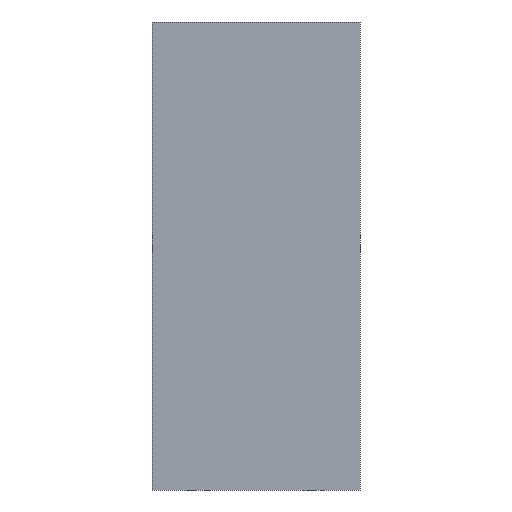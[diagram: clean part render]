
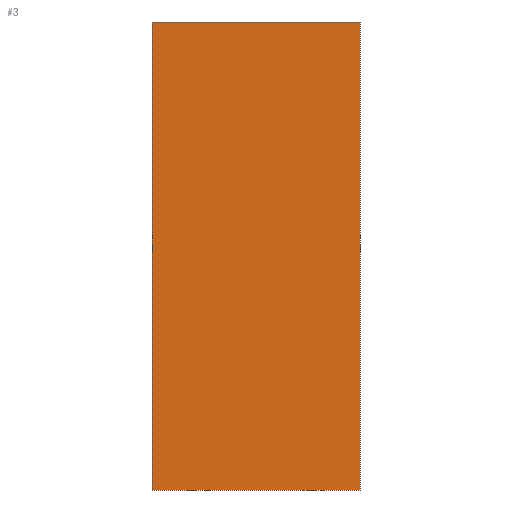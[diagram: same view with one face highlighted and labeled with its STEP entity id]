
A CAD part, left-side view. The second image highlights one B-rep face of the part: STEP entity #3.
In plain terms, the highlighted planar face has unit normal (-1, 0, 0).
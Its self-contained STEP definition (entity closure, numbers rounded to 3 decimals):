
#3 = ADVANCED_FACE ( 'NONE', ( #474 ), #699, .F. ) ;
#105 = CARTESIAN_POINT ( 'NONE',  ( -5., 20., 45. ) ) ;
#113 = CARTESIAN_POINT ( 'NONE',  ( -5., 20., 45. ) ) ;
#122 = LINE ( 'NONE', #557, #644 ) ;
#129 = CARTESIAN_POINT ( 'NONE',  ( -5., 20., -45. ) ) ;
#149 = DIRECTION ( 'NONE',  ( 0., -1., 0. ) ) ;
#150 = DIRECTION ( 'NONE',  ( 0., 0., -1. ) ) ;
#162 = DIRECTION ( 'NONE',  ( 0., -1., 0. ) ) ;
#182 = DIRECTION ( 'NONE',  ( 0., 1., 0. ) ) ;
#192 = CARTESIAN_POINT ( 'NONE',  ( -5., 20., 45. ) ) ;
#196 = CARTESIAN_POINT ( 'NONE',  ( -5., 20., 45. ) ) ;
#206 = LINE ( 'NONE', #196, #598 ) ;
#236 = CARTESIAN_POINT ( 'NONE',  ( -5., -20., -45. ) ) ;
#242 = AXIS2_PLACEMENT_3D ( 'NONE', #192, #347, #182 ) ;
#251 = CARTESIAN_POINT ( 'NONE',  ( -5., -20., 45. ) ) ;
#290 = VECTOR ( 'NONE', #150, 1000. ) ;
#335 = LINE ( 'NONE', #105, #484 ) ;
#347 = DIRECTION ( 'NONE',  ( 1., 0., 0. ) ) ;
#381 = EDGE_CURVE ( 'NONE', #395, #596, #335, .T. ) ;
#394 = EDGE_CURVE ( 'NONE', #596, #458, #122, .T. ) ;
#395 = VERTEX_POINT ( 'NONE', #113 ) ;
#416 = ORIENTED_EDGE ( 'NONE', *, *, #381, .T. ) ;
#458 = VERTEX_POINT ( 'NONE', #236 ) ;
#474 = FACE_OUTER_BOUND ( 'NONE', #709, .T. ) ;
#478 = LINE ( 'NONE', #533, #290 ) ;
#484 = VECTOR ( 'NONE', #609, 1000. ) ;
#533 = CARTESIAN_POINT ( 'NONE',  ( -5., -20., 45. ) ) ;
#540 = ORIENTED_EDGE ( 'NONE', *, *, #624, .F. ) ;
#557 = CARTESIAN_POINT ( 'NONE',  ( -5., 20., -45. ) ) ;
#582 = VERTEX_POINT ( 'NONE', #251 ) ;
#596 = VERTEX_POINT ( 'NONE', #129 ) ;
#598 = VECTOR ( 'NONE', #149, 1000. ) ;
#609 = DIRECTION ( 'NONE',  ( 0., 0., -1. ) ) ;
#624 = EDGE_CURVE ( 'NONE', #582, #458, #478, .T. ) ;
#637 = ORIENTED_EDGE ( 'NONE', *, *, #394, .T. ) ;
#644 = VECTOR ( 'NONE', #162, 1000. ) ;
#699 = PLANE ( 'NONE',  #242 ) ;
#700 = ORIENTED_EDGE ( 'NONE', *, *, #723, .F. ) ;
#709 = EDGE_LOOP ( 'NONE', ( #637, #540, #700, #416 ) ) ;
#723 = EDGE_CURVE ( 'NONE', #395, #582, #206, .T. ) ;
